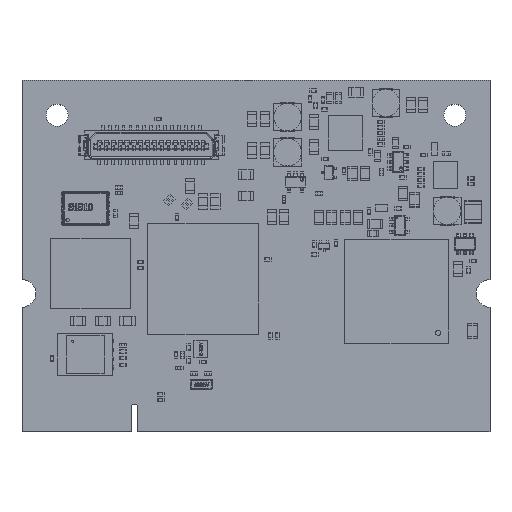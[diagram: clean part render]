
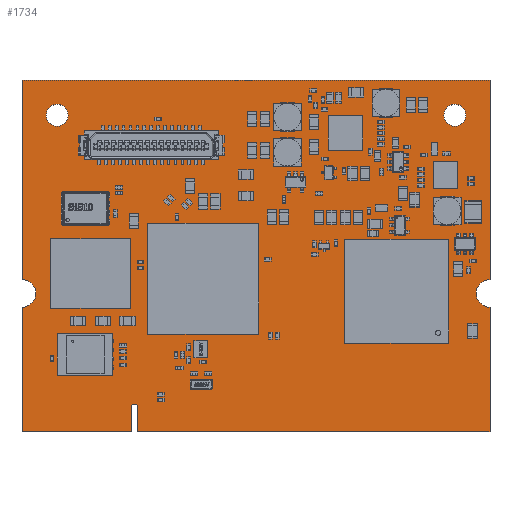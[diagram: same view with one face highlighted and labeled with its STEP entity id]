
A CAD part, top view. The second image highlights one B-rep face of the part: STEP entity #1734.
In plain terms, the highlighted planar face has unit normal (0, 0, 1).
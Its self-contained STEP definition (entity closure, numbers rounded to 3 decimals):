
#1165 = VERTEX_POINT('',#1166);
#1166 = CARTESIAN_POINT('',(0.,0.,1.015));
#1172 = EDGE_CURVE('',#1165,#1173,#1175,.T.);
#1173 = VERTEX_POINT('',#1174);
#1174 = CARTESIAN_POINT('',(0.,18.,1.015));
#1175 = LINE('',#1176,#1177);
#1176 = CARTESIAN_POINT('',(0.,0.,1.015));
#1177 = VECTOR('',#1178,1.);
#1178 = DIRECTION('',(0.,1.,0.));
#1205 = VERTEX_POINT('',#1206);
#1206 = CARTESIAN_POINT('',(15.75,0.,1.015));
#1212 = EDGE_CURVE('',#1205,#1165,#1213,.T.);
#1213 = LINE('',#1214,#1215);
#1214 = CARTESIAN_POINT('',(15.75,0.,1.015));
#1215 = VECTOR('',#1216,1.);
#1216 = DIRECTION('',(-1.,0.,0.));
#1234 = EDGE_CURVE('',#1173,#1235,#1237,.T.);
#1235 = VERTEX_POINT('',#1236);
#1236 = CARTESIAN_POINT('',(2.,20.,1.015));
#1237 = CIRCLE('',#1238,2.);
#1238 = AXIS2_PLACEMENT_3D('',#1239,#1240,#1241);
#1239 = CARTESIAN_POINT('',(0.,20.,1.015));
#1240 = DIRECTION('',(0.,0.,1.));
#1241 = DIRECTION('',(0.,-1.,0.));
#1269 = VERTEX_POINT('',#1270);
#1270 = CARTESIAN_POINT('',(15.75,3.5,1.015));
#1276 = EDGE_CURVE('',#1269,#1205,#1277,.T.);
#1277 = LINE('',#1278,#1279);
#1278 = CARTESIAN_POINT('',(15.75,3.5,1.015));
#1279 = VECTOR('',#1280,1.);
#1280 = DIRECTION('',(0.,-1.,0.));
#1298 = EDGE_CURVE('',#1235,#1299,#1301,.T.);
#1299 = VERTEX_POINT('',#1300);
#1300 = CARTESIAN_POINT('',(0.,22.,1.015));
#1301 = CIRCLE('',#1302,2.);
#1302 = AXIS2_PLACEMENT_3D('',#1303,#1304,#1305);
#1303 = CARTESIAN_POINT('',(0.,20.,1.015));
#1304 = DIRECTION('',(0.,0.,1.));
#1305 = DIRECTION('',(0.,-1.,0.));
#1333 = VERTEX_POINT('',#1334);
#1334 = CARTESIAN_POINT('',(16.75,3.5,1.015));
#1340 = EDGE_CURVE('',#1333,#1269,#1341,.T.);
#1341 = CIRCLE('',#1342,0.5);
#1342 = AXIS2_PLACEMENT_3D('',#1343,#1344,#1345);
#1343 = CARTESIAN_POINT('',(16.25,3.5,1.015));
#1344 = DIRECTION('',(0.,0.,1.));
#1345 = DIRECTION('',(1.,0.,0.));
#1364 = EDGE_CURVE('',#1299,#1365,#1367,.T.);
#1365 = VERTEX_POINT('',#1366);
#1366 = CARTESIAN_POINT('',(0.,50.8,1.015));
#1367 = LINE('',#1368,#1369);
#1368 = CARTESIAN_POINT('',(0.,22.,1.015));
#1369 = VECTOR('',#1370,1.);
#1370 = DIRECTION('',(0.,1.,0.));
#1397 = VERTEX_POINT('',#1398);
#1398 = CARTESIAN_POINT('',(16.75,0.,1.015));
#1404 = EDGE_CURVE('',#1397,#1333,#1405,.T.);
#1405 = LINE('',#1406,#1407);
#1406 = CARTESIAN_POINT('',(16.75,0.,1.015));
#1407 = VECTOR('',#1408,1.);
#1408 = DIRECTION('',(0.,1.,0.));
#1426 = EDGE_CURVE('',#1365,#1427,#1429,.T.);
#1427 = VERTEX_POINT('',#1428);
#1428 = CARTESIAN_POINT('',(67.6,50.8,1.015));
#1429 = LINE('',#1430,#1431);
#1430 = CARTESIAN_POINT('',(0.,50.8,1.015));
#1431 = VECTOR('',#1432,1.);
#1432 = DIRECTION('',(1.,0.,0.));
#1459 = VERTEX_POINT('',#1460);
#1460 = CARTESIAN_POINT('',(67.6,0.,1.015));
#1466 = EDGE_CURVE('',#1459,#1397,#1467,.T.);
#1467 = LINE('',#1468,#1469);
#1468 = CARTESIAN_POINT('',(67.6,0.,1.015));
#1469 = VECTOR('',#1470,1.);
#1470 = DIRECTION('',(-1.,0.,0.));
#1488 = EDGE_CURVE('',#1427,#1489,#1491,.T.);
#1489 = VERTEX_POINT('',#1490);
#1490 = CARTESIAN_POINT('',(67.6,22.,1.015));
#1491 = LINE('',#1492,#1493);
#1492 = CARTESIAN_POINT('',(67.6,50.8,1.015));
#1493 = VECTOR('',#1494,1.);
#1494 = DIRECTION('',(0.,-1.,0.));
#1521 = VERTEX_POINT('',#1522);
#1522 = CARTESIAN_POINT('',(67.6,18.,1.015));
#1528 = EDGE_CURVE('',#1521,#1459,#1529,.T.);
#1529 = LINE('',#1530,#1531);
#1530 = CARTESIAN_POINT('',(67.6,18.,1.015));
#1531 = VECTOR('',#1532,1.);
#1532 = DIRECTION('',(0.,-1.,0.));
#1550 = EDGE_CURVE('',#1489,#1521,#1551,.T.);
#1551 = CIRCLE('',#1552,2.);
#1552 = AXIS2_PLACEMENT_3D('',#1553,#1554,#1555);
#1553 = CARTESIAN_POINT('',(67.6,20.,1.015));
#1554 = DIRECTION('',(0.,0.,1.));
#1555 = DIRECTION('',(0.,1.,0.));
#1576 = VERTEX_POINT('',#1577);
#1577 = CARTESIAN_POINT('',(10.294,41.402,1.015));
#1583 = EDGE_CURVE('',#1576,#1576,#1584,.T.);
#1584 = CIRCLE('',#1585,0.675);
#1585 = AXIS2_PLACEMENT_3D('',#1586,#1587,#1588);
#1586 = CARTESIAN_POINT('',(9.619,41.402,1.015));
#1587 = DIRECTION('',(0.,0.,1.));
#1588 = DIRECTION('',(1.,0.,0.));
#1609 = VERTEX_POINT('',#1610);
#1610 = CARTESIAN_POINT('',(28.394,41.402,1.015));
#1616 = EDGE_CURVE('',#1609,#1609,#1617,.T.);
#1617 = CIRCLE('',#1618,0.675);
#1618 = AXIS2_PLACEMENT_3D('',#1619,#1620,#1621);
#1619 = CARTESIAN_POINT('',(27.719,41.402,1.015));
#1620 = DIRECTION('',(0.,0.,1.));
#1621 = DIRECTION('',(1.,0.,0.));
#1642 = VERTEX_POINT('',#1643);
#1643 = CARTESIAN_POINT('',(6.667,45.72,1.015));
#1649 = EDGE_CURVE('',#1642,#1642,#1650,.T.);
#1650 = CIRCLE('',#1651,1.587);
#1651 = AXIS2_PLACEMENT_3D('',#1652,#1653,#1654);
#1652 = CARTESIAN_POINT('',(5.08,45.72,1.015));
#1653 = DIRECTION('',(0.,0.,1.));
#1654 = DIRECTION('',(1.,0.,0.));
#1675 = VERTEX_POINT('',#1676);
#1676 = CARTESIAN_POINT('',(64.107,45.72,1.015));
#1682 = EDGE_CURVE('',#1675,#1675,#1683,.T.);
#1683 = CIRCLE('',#1684,1.587);
#1684 = AXIS2_PLACEMENT_3D('',#1685,#1686,#1687);
#1685 = CARTESIAN_POINT('',(62.52,45.72,1.015));
#1686 = DIRECTION('',(0.,0.,1.));
#1687 = DIRECTION('',(1.,0.,0.));
#1734 = ADVANCED_FACE('',(#1735,#1750,#1753,#1756,#1759),#1762,.T.);
#1735 = FACE_BOUND('',#1736,.T.);
#1736 = EDGE_LOOP('',(#1737,#1738,#1739,#1740,#1741,#1742,#1743,#1744,
    #1745,#1746,#1747,#1748,#1749));
#1737 = ORIENTED_EDGE('',*,*,#1172,.F.);
#1738 = ORIENTED_EDGE('',*,*,#1212,.F.);
#1739 = ORIENTED_EDGE('',*,*,#1276,.F.);
#1740 = ORIENTED_EDGE('',*,*,#1340,.F.);
#1741 = ORIENTED_EDGE('',*,*,#1404,.F.);
#1742 = ORIENTED_EDGE('',*,*,#1466,.F.);
#1743 = ORIENTED_EDGE('',*,*,#1528,.F.);
#1744 = ORIENTED_EDGE('',*,*,#1550,.F.);
#1745 = ORIENTED_EDGE('',*,*,#1488,.F.);
#1746 = ORIENTED_EDGE('',*,*,#1426,.F.);
#1747 = ORIENTED_EDGE('',*,*,#1364,.F.);
#1748 = ORIENTED_EDGE('',*,*,#1298,.F.);
#1749 = ORIENTED_EDGE('',*,*,#1234,.F.);
#1750 = FACE_BOUND('',#1751,.T.);
#1751 = EDGE_LOOP('',(#1752));
#1752 = ORIENTED_EDGE('',*,*,#1583,.F.);
#1753 = FACE_BOUND('',#1754,.T.);
#1754 = EDGE_LOOP('',(#1755));
#1755 = ORIENTED_EDGE('',*,*,#1616,.F.);
#1756 = FACE_BOUND('',#1757,.T.);
#1757 = EDGE_LOOP('',(#1758));
#1758 = ORIENTED_EDGE('',*,*,#1649,.F.);
#1759 = FACE_BOUND('',#1760,.T.);
#1760 = EDGE_LOOP('',(#1761));
#1761 = ORIENTED_EDGE('',*,*,#1682,.F.);
#1762 = PLANE('',#1763);
#1763 = AXIS2_PLACEMENT_3D('',#1764,#1765,#1766);
#1764 = CARTESIAN_POINT('',(0.,0.,1.015));
#1765 = DIRECTION('',(0.,0.,1.));
#1766 = DIRECTION('',(1.,0.,0.));
